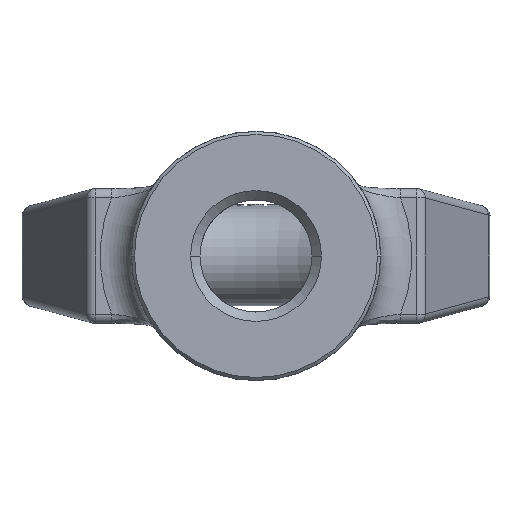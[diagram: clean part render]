
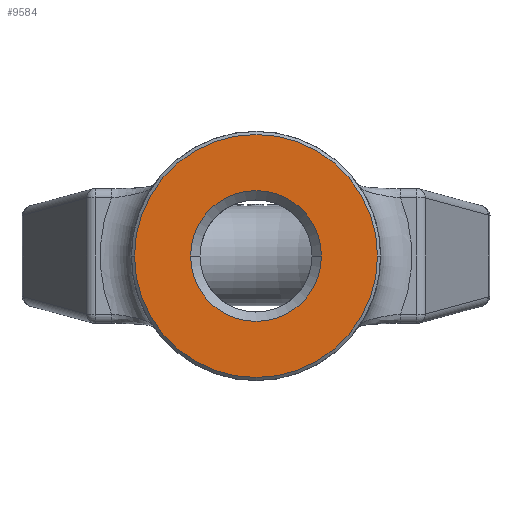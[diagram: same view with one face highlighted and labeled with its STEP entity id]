
A CAD part, front view. The second image highlights one B-rep face of the part: STEP entity #9584.
In plain terms, the highlighted planar face has unit normal (0, -1, 0).
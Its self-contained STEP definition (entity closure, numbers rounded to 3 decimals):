
#2408=CARTESIAN_POINT('',(0.,-35.,0.));
#2409=DIRECTION('',(0.,-1.,0.));
#2410=DIRECTION('',(-1.,0.,0.));
#2411=AXIS2_PLACEMENT_3D('',#2408,#2409,#2410);
#2413=CARTESIAN_POINT('',(0.,-35.,0.));
#2414=DIRECTION('',(0.,1.,0.));
#2415=DIRECTION('',(-1.,0.,0.));
#2416=AXIS2_PLACEMENT_3D('',#2413,#2414,#2415);
#2418=CARTESIAN_POINT('',(0.,-35.,0.));
#2419=DIRECTION('',(0.,-1.,0.));
#2420=DIRECTION('',(-1.,0.,0.));
#2421=AXIS2_PLACEMENT_3D('',#2418,#2419,#2420);
#2423=CARTESIAN_POINT('',(0.,-35.,0.));
#2424=DIRECTION('',(0.,-1.,0.));
#2425=DIRECTION('',(1.,0.,0.));
#2426=AXIS2_PLACEMENT_3D('',#2423,#2424,#2425);
#5779=CARTESIAN_POINT('',(-10.5,-35.,0.));
#5780=CARTESIAN_POINT('',(10.5,-35.,0.));
#5781=VERTEX_POINT('',#5779);
#5782=VERTEX_POINT('',#5780);
#5789=CARTESIAN_POINT('',(-19.5,-35.,0.));
#5790=VERTEX_POINT('',#5789);
#5791=CARTESIAN_POINT('',(19.5,-35.,0.));
#5792=VERTEX_POINT('',#5791);
#9569=CARTESIAN_POINT('',(0.,-35.,0.));
#9570=DIRECTION('',(0.,1.,0.));
#9571=DIRECTION('',(1.,0.,0.));
#9572=AXIS2_PLACEMENT_3D('',#9569,#9570,#9571);
#9573=PLANE('',#9572);
#9574=ORIENTED_EDGE('',*,*,#9548,.F.);
#9575=ORIENTED_EDGE('',*,*,#9564,.T.);
#9576=EDGE_LOOP('',(#9574,#9575));
#9577=FACE_OUTER_BOUND('',#9576,.F.);
#9579=ORIENTED_EDGE('',*,*,#9578,.T.);
#9581=ORIENTED_EDGE('',*,*,#9580,.T.);
#9582=EDGE_LOOP('',(#9579,#9581));
#9583=FACE_BOUND('',#9582,.F.);
#9584=ADVANCED_FACE('',(#9577,#9583),#9573,.F.);
#2412=CIRCLE('',#2411,19.5);
#2417=CIRCLE('',#2416,19.5);
#2422=CIRCLE('',#2421,10.5);
#2427=CIRCLE('',#2426,10.5);
#9548=EDGE_CURVE('',#5790,#5792,#2412,.T.);
#9564=EDGE_CURVE('',#5790,#5792,#2417,.T.);
#9578=EDGE_CURVE('',#5781,#5782,#2422,.T.);
#9580=EDGE_CURVE('',#5782,#5781,#2427,.T.);
